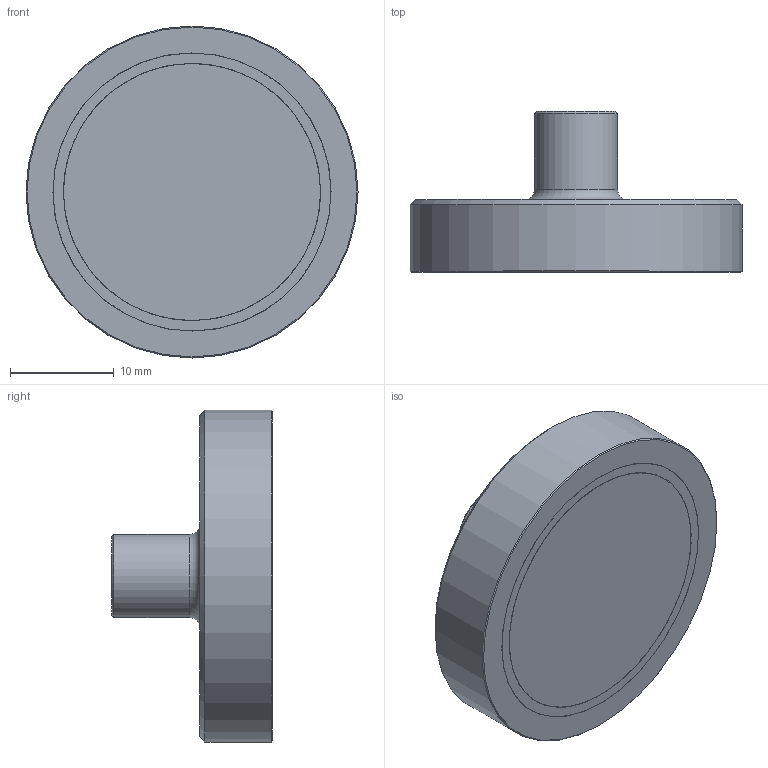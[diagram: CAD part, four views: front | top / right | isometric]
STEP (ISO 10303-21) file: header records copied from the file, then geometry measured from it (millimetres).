
FILE_DESCRIPTION(/* description */ (''),/* implementation_level */ '2;1');
FILE_NAME(/* name */ 'GM17607 -.stp',/* time_stamp */ '2019-10-02T09:35:45+02:00',/* author */ ('PV'),/* organization */ (''),/* preprocessor_version */ 'ST-DEVELOPER v17.2',/* originating_system */ 'Autodesk Inventor 2019',/* authorisation */ '');
FILE_SCHEMA (('AUTOMOTIVE_DESIGN { 1 0 10303 214 3 1 1 }'));
Length unit declared in the file: millimetre
Products named in the file (4): GM17607; E0118898; E0118899; E0118897
Assembly tree (3 placements, depth 2):
  GM17607
    E0118898
    E0118899
    E0118897
Bounding box: 32 x 15.5 x 32 mm (x, y, z)
Volume: 5876.1 mm3; surface area: 4714.9 mm2
Topology: 3 solids, 3 shells, 19 faces, 36 edges, 25 vertices
Faces by surface type: plane 8, cylinder 7, cone 3, torus 1
Full cylindrical faces by diameter (mm): 4.2 x1, 8 x1, 24.8 x2, 26.8 x2, 32 x1
Entity records: 672 total; most frequent: DIRECTION 114, CARTESIAN_POINT 87, ORIENTED_EDGE 72, AXIS2_PLACEMENT_3D 52, EDGE_CURVE 36, CIRCLE 26, EDGE_LOOP 25, VERTEX_POINT 25
